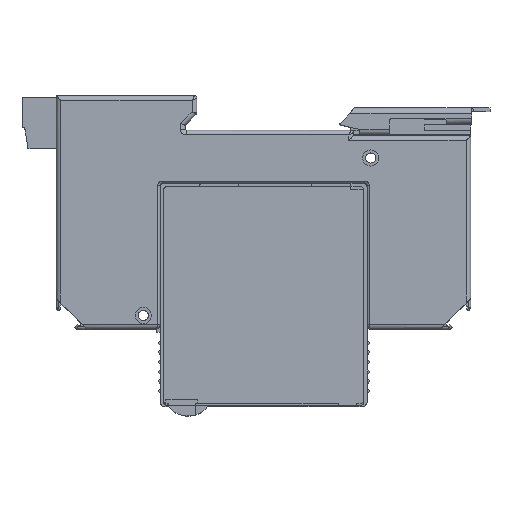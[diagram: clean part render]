
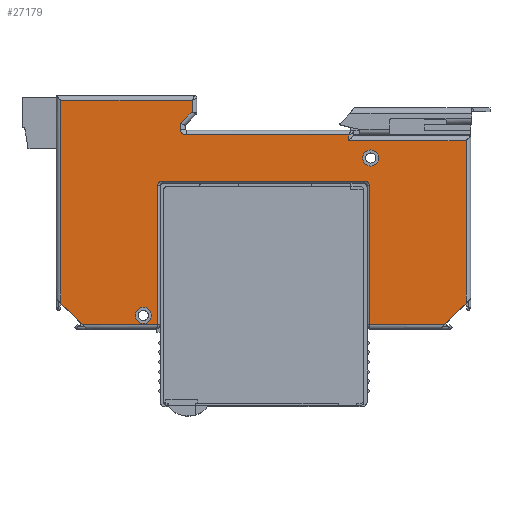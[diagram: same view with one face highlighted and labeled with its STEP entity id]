
A CAD part, top view. The second image highlights one B-rep face of the part: STEP entity #27179.
In plain terms, the highlighted face is planar.
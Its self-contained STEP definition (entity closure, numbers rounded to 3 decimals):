
#19914=CARTESIAN_POINT('',(-41.4,26.7,0.));
#19920=CARTESIAN_POINT('',(-46.1,22.,0.));
#20551=CARTESIAN_POINT('',(21.2,-9.5,0.));
#20552=DIRECTION('',(0.,0.,-1.));
#20553=DIRECTION('',(-1.,0.,0.));
#20554=AXIS2_PLACEMENT_3D('',#20551,#20552,#20553);
#20556=CARTESIAN_POINT('',(21.2,-9.5,0.));
#20557=DIRECTION('',(0.,0.,-1.));
#20558=DIRECTION('',(1.,0.,0.));
#20559=AXIS2_PLACEMENT_3D('',#20556,#20557,#20558);
#20561=CARTESIAN_POINT('',(-28.2,24.7,0.));
#20562=DIRECTION('',(0.,0.,-1.));
#20563=DIRECTION('',(-1.,0.,0.));
#20564=AXIS2_PLACEMENT_3D('',#20561,#20562,#20563);
#20566=CARTESIAN_POINT('',(-28.2,24.7,0.));
#20567=DIRECTION('',(0.,0.,-1.));
#20568=DIRECTION('',(1.,0.,0.));
#20569=AXIS2_PLACEMENT_3D('',#20566,#20567,#20568);
#20571=DIRECTION('',(1.,0.,0.));
#20572=VECTOR('',#20571,16.3);
#20573=CARTESIAN_POINT('',(-41.4,26.7,0.));
#20574=LINE('',#20573,#20572);
#20575=DIRECTION('',(-0.707,-0.707,0.));
#20576=VECTOR('',#20575,6.647);
#20577=CARTESIAN_POINT('',(-41.4,26.7,0.));
#20578=LINE('',#20577,#20576);
#20579=DIRECTION('',(0.,1.,0.));
#20580=VECTOR('',#20579,44.);
#20581=CARTESIAN_POINT('',(-46.1,-22.,0.));
#20582=LINE('',#20581,#20580);
#20583=DIRECTION('',(-1.,0.,0.));
#20584=VECTOR('',#20583,28.5);
#20585=CARTESIAN_POINT('',(-17.6,-22.,0.));
#20586=LINE('',#20585,#20584);
#20587=DIRECTION('',(0.,-1.,0.));
#20588=VECTOR('',#20587,2.475);
#20589=CARTESIAN_POINT('',(-17.6,-19.525,0.));
#20590=LINE('',#20589,#20588);
#20591=DIRECTION('',(0.,-1.,0.));
#20592=VECTOR('',#20591,1.325);
#20593=CARTESIAN_POINT('',(-20.1,-15.7,0.));
#20594=LINE('',#20593,#20592);
#20595=CARTESIAN_POINT('',(-18.9,-15.7,0.));
#20596=DIRECTION('',(0.,0.,1.));
#20597=DIRECTION('',(0.,1.,0.));
#20598=AXIS2_PLACEMENT_3D('',#20595,#20596,#20597);
#20600=DIRECTION('',(-1.,0.,0.));
#20601=VECTOR('',#20600,35.3);
#20602=CARTESIAN_POINT('',(16.4,-14.5,0.));
#20603=LINE('',#20602,#20601);
#20604=DIRECTION('',(0.,1.,0.));
#20605=VECTOR('',#20604,1.2);
#20606=CARTESIAN_POINT('',(16.4,-14.5,0.));
#20607=LINE('',#20606,#20605);
#20608=DIRECTION('',(0.,1.,0.));
#20609=VECTOR('',#20608,35.3);
#20610=CARTESIAN_POINT('',(41.9,-13.3,0.));
#20611=LINE('',#20610,#20609);
#20612=DIRECTION('',(-0.707,0.707,0.));
#20613=VECTOR('',#20612,6.647);
#20614=CARTESIAN_POINT('',(41.9,22.,0.));
#20615=LINE('',#20614,#20613);
#20616=DIRECTION('',(1.,0.,0.));
#20617=VECTOR('',#20616,16.3);
#20618=CARTESIAN_POINT('',(20.9,26.7,
0.));
#20619=LINE('',#20618,#20617);
#20620=DIRECTION('',(0.,1.,0.));
#20621=VECTOR('',#20620,30.2);
#20622=CARTESIAN_POINT('',(20.9,-3.5,0.));
#20623=LINE('',#20622,#20621);
#20624=CARTESIAN_POINT('',(19.9,-3.5,0.));
#20625=DIRECTION('',(0.,0.,1.));
#20626=DIRECTION('',(0.,-1.,0.));
#20627=AXIS2_PLACEMENT_3D('',#20624,#20625,#20626);
#20629=DIRECTION('',(1.,0.,0.));
#20630=VECTOR('',#20629,44.);
#20631=CARTESIAN_POINT('',(-24.1,-4.5,0.));
#20632=LINE('',#20631,#20630);
#20633=CARTESIAN_POINT('',(-24.1,-3.5,0.));
#20634=DIRECTION('',(0.,0.,1.));
#20635=DIRECTION('',(-1.,0.,0.));
#20636=AXIS2_PLACEMENT_3D('',#20633,#20634,#20635);
#20638=DIRECTION('',(0.,-1.,0.));
#20639=VECTOR('',#20638,30.2);
#20640=CARTESIAN_POINT('',(-25.1,26.7,
0.));
#20641=LINE('',#20640,#20639);
#23288=DIRECTION('',(0.707,-0.707,0.));
#23289=VECTOR('',#23288,3.535);
#23290=CARTESIAN_POINT('',(-20.1,-17.025,0.));
#23291=LINE('',#23290,#23289);
#23547=DIRECTION('',(-1.,0.,0.));
#23548=VECTOR('',#23547,25.5);
#23549=CARTESIAN_POINT('',(41.9,-13.3,0.));
#23550=LINE('',#23549,#23548);
#23571=CARTESIAN_POINT('',(41.9,-13.3,0.));
#25627=CARTESIAN_POINT('',(19.45,-9.5,0.));
#25628=CARTESIAN_POINT('',(22.95,-9.5,0.));
#25629=VERTEX_POINT('',#25627);
#25630=VERTEX_POINT('',#25628);
#25631=CARTESIAN_POINT('',(-29.95,24.7,0.));
#25632=CARTESIAN_POINT('',(-26.45,24.7,0.));
#25633=VERTEX_POINT('',#25631);
#25634=VERTEX_POINT('',#25632);
#25781=CARTESIAN_POINT('',(19.9,-4.5,0.));
#25782=CARTESIAN_POINT('',(20.9,-3.5,0.));
#25783=VERTEX_POINT('',#25781);
#25784=VERTEX_POINT('',#25782);
#25789=CARTESIAN_POINT('',(-24.1,-4.5,0.));
#25790=VERTEX_POINT('',#25789);
#25793=CARTESIAN_POINT('',(-25.1,-3.5,0.));
#25794=VERTEX_POINT('',#25793);
#25797=CARTESIAN_POINT('',(-17.6,-19.525,0.));
#25798=CARTESIAN_POINT('',(-17.6,-22.,0.));
#25799=VERTEX_POINT('',#25797);
#25800=VERTEX_POINT('',#25798);
#25805=CARTESIAN_POINT('',(-46.1,-22.,0.));
#25806=VERTEX_POINT('',#25805);
#25811=VERTEX_POINT('',#19920);
#25821=CARTESIAN_POINT('',(20.9,26.7,
0.));
#25822=CARTESIAN_POINT('',(37.2,26.7,0.));
#25823=VERTEX_POINT('',#25821);
#25824=VERTEX_POINT('',#25822);
#25827=VERTEX_POINT('',#23571);
#25828=CARTESIAN_POINT('',(41.9,22.,0.));
#25829=VERTEX_POINT('',#25828);
#25856=CARTESIAN_POINT('',(-20.1,-15.7,0.));
#25857=CARTESIAN_POINT('',(-20.1,-17.025,0.));
#25858=VERTEX_POINT('',#25856);
#25859=VERTEX_POINT('',#25857);
#25860=CARTESIAN_POINT('',(-18.9,-14.5,0.));
#25861=VERTEX_POINT('',#25860);
#25864=CARTESIAN_POINT('',(16.4,-14.5,0.));
#25865=VERTEX_POINT('',#25864);
#25868=CARTESIAN_POINT('',(16.4,-13.3,0.));
#25869=VERTEX_POINT('',#25868);
#26032=VERTEX_POINT('',#19914);
#26033=CARTESIAN_POINT('',(-25.1,26.7,
0.));
#26034=VERTEX_POINT('',#26033);
#27125=CARTESIAN_POINT('',(0.,0.,0.));
#27126=DIRECTION('',(0.,0.,1.));
#27127=DIRECTION('',(1.,0.,0.));
#27128=AXIS2_PLACEMENT_3D('',#27125,#27126,#27127);
#27129=PLANE('',#27128);
#27130=ORIENTED_EDGE('',*,*,#26688,.F.);
#27131=ORIENTED_EDGE('',*,*,#26708,.T.);
#27133=ORIENTED_EDGE('',*,*,#27132,.F.);
#27135=ORIENTED_EDGE('',*,*,#27134,.F.);
#27137=ORIENTED_EDGE('',*,*,#27136,.F.);
#27139=ORIENTED_EDGE('',*,*,#27138,.F.);
#27141=ORIENTED_EDGE('',*,*,#27140,.F.);
#27143=ORIENTED_EDGE('',*,*,#27142,.F.);
#27145=ORIENTED_EDGE('',*,*,#27144,.F.);
#27147=ORIENTED_EDGE('',*,*,#27146,.T.);
#27149=ORIENTED_EDGE('',*,*,#27148,.F.);
#27151=ORIENTED_EDGE('',*,*,#27150,.T.);
#27153=ORIENTED_EDGE('',*,*,#27152,.T.);
#27155=ORIENTED_EDGE('',*,*,#27154,.F.);
#27157=ORIENTED_EDGE('',*,*,#27156,.F.);
#27159=ORIENTED_EDGE('',*,*,#27158,.F.);
#27161=ORIENTED_EDGE('',*,*,#27160,.F.);
#27163=ORIENTED_EDGE('',*,*,#27162,.F.);
#27165=ORIENTED_EDGE('',*,*,#27164,.F.);
#27166=EDGE_LOOP('',(#27130,#27131,#27133,#27135,#27137,#27139,#27141,#27143,
#27145,#27147,#27149,#27151,#27153,#27155,#27157,#27159,#27161,#27163,#27165));
#27167=FACE_OUTER_BOUND('',#27166,.F.);
#27169=ORIENTED_EDGE('',*,*,#27168,.T.);
#27171=ORIENTED_EDGE('',*,*,#27170,.T.);
#27172=EDGE_LOOP('',(#27169,#27171));
#27173=FACE_BOUND('',#27172,.F.);
#27174=ORIENTED_EDGE('',*,*,#27115,.T.);
#27176=ORIENTED_EDGE('',*,*,#27175,.T.);
#27177=EDGE_LOOP('',(#27174,#27176));
#27178=FACE_BOUND('',#27177,.F.);
#20555=CIRCLE('',#20554,1.75);
#20560=CIRCLE('',#20559,1.75);
#20565=CIRCLE('',#20564,1.75);
#20570=CIRCLE('',#20569,1.75);
#20599=CIRCLE('',#20598,1.2);
#20628=CIRCLE('',#20627,1.);
#20637=CIRCLE('',#20636,1.);
#26688=EDGE_CURVE('',#26032,#26034,#20574,.T.);
#26708=EDGE_CURVE('',#26032,#25811,#20578,.T.);
#27115=EDGE_CURVE('',#25629,#25630,#20555,.T.);
#27132=EDGE_CURVE('',#25806,#25811,#20582,.T.);
#27134=EDGE_CURVE('',#25800,#25806,#20586,.T.);
#27136=EDGE_CURVE('',#25799,#25800,#20590,.T.);
#27138=EDGE_CURVE('',#25859,#25799,#23291,.T.);
#27140=EDGE_CURVE('',#25858,#25859,#20594,.T.);
#27142=EDGE_CURVE('',#25861,#25858,#20599,.T.);
#27144=EDGE_CURVE('',#25865,#25861,#20603,.T.);
#27146=EDGE_CURVE('',#25865,#25869,#20607,.T.);
#27148=EDGE_CURVE('',#25827,#25869,#23550,.T.);
#27150=EDGE_CURVE('',#25827,#25829,#20611,.T.);
#27152=EDGE_CURVE('',#25829,#25824,#20615,.T.);
#27154=EDGE_CURVE('',#25823,#25824,#20619,.T.);
#27156=EDGE_CURVE('',#25784,#25823,#20623,.T.);
#27158=EDGE_CURVE('',#25783,#25784,#20628,.T.);
#27160=EDGE_CURVE('',#25790,#25783,#20632,.T.);
#27162=EDGE_CURVE('',#25794,#25790,#20637,.T.);
#27164=EDGE_CURVE('',#26034,#25794,#20641,.T.);
#27168=EDGE_CURVE('',#25633,#25634,#20565,.T.);
#27170=EDGE_CURVE('',#25634,#25633,#20570,.T.);
#27175=EDGE_CURVE('',#25630,#25629,#20560,.T.);
#27179=ADVANCED_FACE('',(#27167,#27173,#27178),#27129,.F.);
